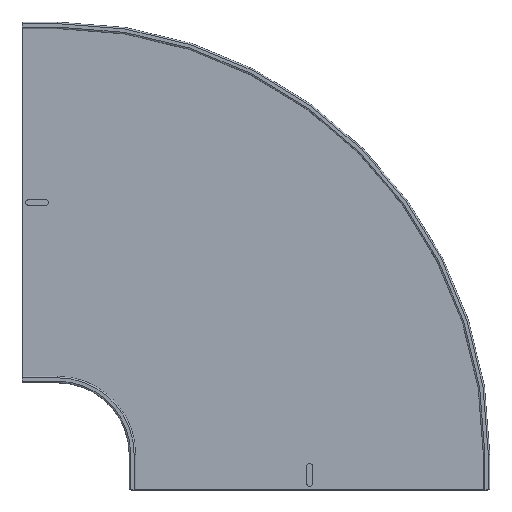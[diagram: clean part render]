
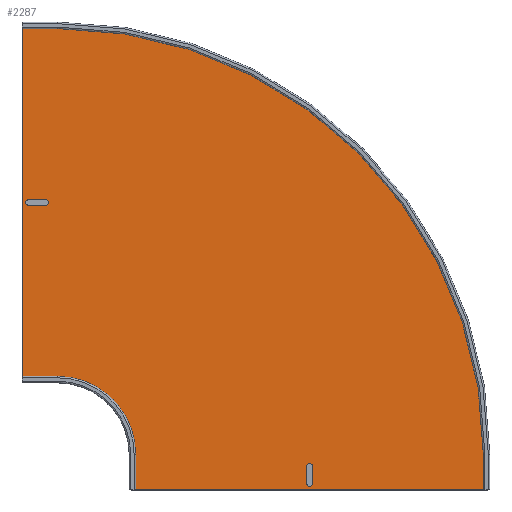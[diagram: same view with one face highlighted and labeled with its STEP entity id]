
A CAD part, top view. The second image highlights one B-rep face of the part: STEP entity #2287.
In plain terms, the highlighted planar face has unit normal (0, 0, 1).
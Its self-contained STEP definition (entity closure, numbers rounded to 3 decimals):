
#239=FACE_OUTER_BOUND('',#373,.T.);
#373=EDGE_LOOP('',(#2027,#2028,#2029,#2030,#2031,#2032,#2033,#2034));
#525=CIRCLE('',#2578,599.8);
#536=CIRCLE('',#2599,102.6);
#696=LINE('',#3979,#876);
#705=LINE('',#4009,#885);
#707=LINE('',#4023,#887);
#708=LINE('',#4026,#888);
#713=LINE('',#4050,#893);
#714=LINE('',#4051,#894);
#876=VECTOR('',#3259,1.);
#885=VECTOR('',#3290,1.);
#887=VECTOR('',#3312,1.);
#888=VECTOR('',#3315,1.);
#893=VECTOR('',#3346,1.);
#894=VECTOR('',#3347,1.);
#1092=VERTEX_POINT('',#3976);
#1093=VERTEX_POINT('',#3978);
#1102=VERTEX_POINT('',#4005);
#1103=VERTEX_POINT('',#4007);
#1104=VERTEX_POINT('',#4011);
#1106=VERTEX_POINT('',#4025);
#1111=VERTEX_POINT('',#4045);
#1112=VERTEX_POINT('',#4049);
#1415=EDGE_CURVE('',#1093,#1092,#696,.T.);
#1431=EDGE_CURVE('',#1102,#1103,#705,.T.);
#1432=EDGE_CURVE('',#1102,#1104,#525,.T.);
#1438=EDGE_CURVE('',#1092,#1104,#707,.T.);
#1439=EDGE_CURVE('',#1093,#1106,#708,.T.);
#1450=EDGE_CURVE('',#1111,#1106,#536,.T.);
#1451=EDGE_CURVE('',#1112,#1103,#713,.T.);
#1452=EDGE_CURVE('',#1111,#1112,#714,.T.);
#2027=ORIENTED_EDGE('',*,*,#1432,.F.);
#2028=ORIENTED_EDGE('',*,*,#1431,.T.);
#2029=ORIENTED_EDGE('',*,*,#1451,.F.);
#2030=ORIENTED_EDGE('',*,*,#1452,.F.);
#2031=ORIENTED_EDGE('',*,*,#1450,.T.);
#2032=ORIENTED_EDGE('',*,*,#1439,.F.);
#2033=ORIENTED_EDGE('',*,*,#1415,.T.);
#2034=ORIENTED_EDGE('',*,*,#1438,.T.);
#2155=PLANE('',#2600);
#2287=ADVANCED_FACE('',(#239),#2155,.T.);
#2578=AXIS2_PLACEMENT_3D('',#4012,#3293,#3294);
#2599=AXIS2_PLACEMENT_3D('',#4047,#3342,#3343);
#2600=AXIS2_PLACEMENT_3D('',#4048,#3344,#3345);
#3259=DIRECTION('',(1.,0.,0.));
#3290=DIRECTION('',(-1.,0.,0.));
#3293=DIRECTION('center_axis',(0.,0.,-1.));
#3294=DIRECTION('ref_axis',(0.,1.,0.));
#3312=DIRECTION('',(0.,1.,0.));
#3315=DIRECTION('',(0.,1.,0.));
#3342=DIRECTION('center_axis',(0.,0.,-1.));
#3343=DIRECTION('ref_axis',(0.,1.,0.));
#3344=DIRECTION('center_axis',(0.,0.,
1.));
#3345=DIRECTION('ref_axis',(0.,1.,0.));
#3346=DIRECTION('',(0.,1.,0.));
#3347=DIRECTION('',(-1.,0.,0.));
#3976=CARTESIAN_POINT('',(664.537,-127.417,0.6));
#3978=CARTESIAN_POINT('',(167.337,-127.417,0.6));
#3979=CARTESIAN_POINT('',(167.337,-127.417,0.6));
#4005=CARTESIAN_POINT('',(64.737,521.683,0.6));
#4007=CARTESIAN_POINT('',(15.437,521.683,0.6));
#4009=CARTESIAN_POINT('',(64.737,521.683,0.6));
#4011=CARTESIAN_POINT('',(664.537,-78.117,0.6));
#4012=CARTESIAN_POINT('Origin',(64.737,-78.117,0.6));
#4023=CARTESIAN_POINT('',(664.537,-127.417,0.6));
#4025=CARTESIAN_POINT('',(167.337,-78.117,0.6));
#4026=CARTESIAN_POINT('',(167.337,-127.417,0.6));
#4045=CARTESIAN_POINT('',(64.737,24.483,0.6));
#4047=CARTESIAN_POINT('Origin',(64.737,-78.117,0.6));
#4048=CARTESIAN_POINT('Origin',(64.737,24.483,0.6));
#4049=CARTESIAN_POINT('',(15.437,24.483,0.6));
#4050=CARTESIAN_POINT('',(15.437,24.483,0.6));
#4051=CARTESIAN_POINT('',(64.737,24.483,0.6));
